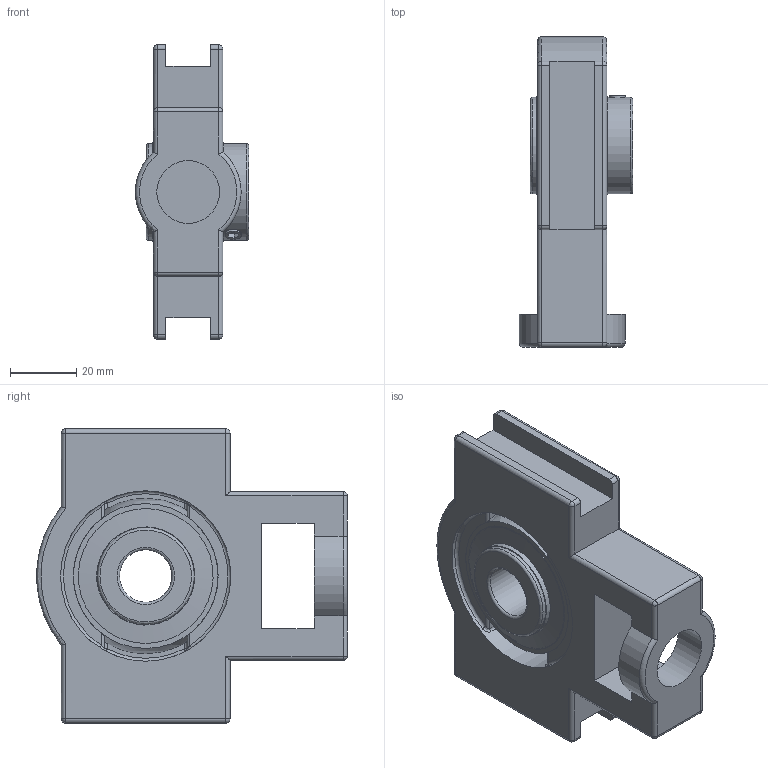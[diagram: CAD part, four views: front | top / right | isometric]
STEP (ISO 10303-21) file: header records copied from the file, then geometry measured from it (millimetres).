
FILE_DESCRIPTION(/* description */ ('Alibre Inc.'),/* implementation_level */ '2;1');
FILE_NAME(/* name */ 'export-D470C1AD-F484-4FAF-B9FD-7A05C1A3A2AF',/* time_stamp */ '2020-05-18T15:26:23-07:00',/* author */ (''),/* organization */ (''),/* preprocessor_version */ 'ST-DEVELOPER v17',/* originating_system */ 'Alibre',/* authorisation */ '');
FILE_SCHEMA (('CONFIG_CONTROL_DESIGN'));
Length unit declared in the file: inch
Bounding box: 34.3 x 94 x 89 mm (x, y, z)
Volume: 100956.2 mm3; surface area: 38444.6 mm2
Topology: 15 solids, 15 shells, 171 faces, 414 edges, 240 vertices
Faces by surface type: cylinder 63, plane 58, sphere 26, torus 14, cone 6, bspline 4
Full cylindrical faces by diameter (mm): 4.917 x4, 15.875 x1, 19 x1, 29.21 x4, 29.718 x2, 40 x2, 40.792 x2, 51.553 x1, 54.25 x1
Entity records: 5375 total; most frequent: CARTESIAN_POINT 1438, DIRECTION 649, ORIENTED_EDGE 600, EDGE_CURVE 300, AXIS2_PLACEMENT_3D 282, VERTEX_POINT 198, FACE_BOUND 194, EDGE_LOOP 186
